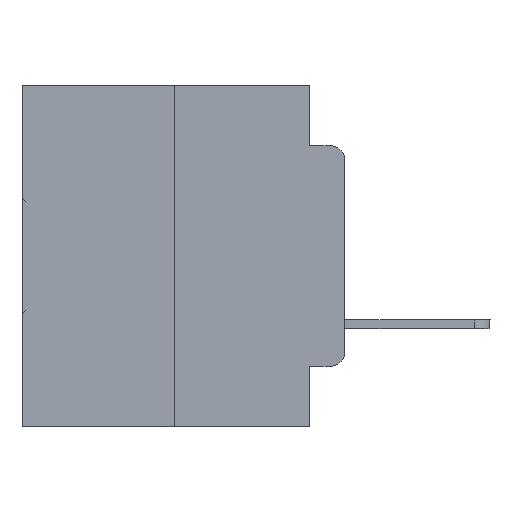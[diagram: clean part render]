
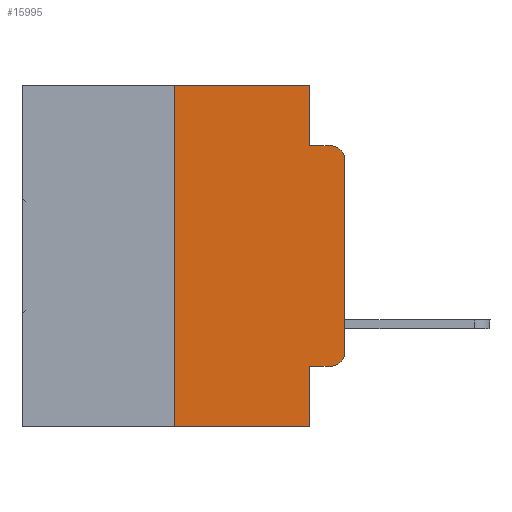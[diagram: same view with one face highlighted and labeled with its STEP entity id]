
A CAD part, left-side view. The second image highlights one B-rep face of the part: STEP entity #15995.
In plain terms, the highlighted planar face has unit normal (-1, 0, 0).
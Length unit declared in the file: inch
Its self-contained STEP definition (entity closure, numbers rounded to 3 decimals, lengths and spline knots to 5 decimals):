
#151 = EDGE_CURVE ( 'NONE', #18913, #3277, #22853, .T. ) ;
#485 = CARTESIAN_POINT ( 'NONE',  ( 0., 0.02, -0.1085 ) ) ;
#531 = DIRECTION ( 'NONE',  ( 0., 0., -1. ) ) ;
#694 = DIRECTION ( 'NONE',  ( 0., -1., 0. ) ) ;
#839 = ORIENTED_EDGE ( 'NONE', *, *, #6926, .T. ) ;
#1453 = VECTOR ( 'NONE', #26281, 39.37008 ) ;
#1865 = CARTESIAN_POINT ( 'NONE',  ( 0., 0.02, -0.4115 ) ) ;
#2208 = EDGE_CURVE ( 'NONE', #5181, #16025, #26674, .T. ) ;
#2262 = ORIENTED_EDGE ( 'NONE', *, *, #24847, .F. ) ;
#2539 = CARTESIAN_POINT ( 'NONE',  ( 0., 0., 0. ) ) ;
#2877 = CARTESIAN_POINT ( 'NONE',  ( 0., 0.051, 0. ) ) ;
#3104 = VECTOR ( 'NONE', #10263, 39.37008 ) ;
#3221 = CARTESIAN_POINT ( 'NONE',  ( 0., 0.051, -0.5 ) ) ;
#3277 = VERTEX_POINT ( 'NONE', #12671 ) ;
#3304 = EDGE_LOOP ( 'NONE', ( #839, #4529, #16218, #16338, #26461, #2262, #9797, #25565, #8790, #8831 ) ) ;
#4053 = DIRECTION ( 'NONE',  ( -1., 0., 0. ) ) ;
#4065 = CARTESIAN_POINT ( 'NONE',  ( 0., 0.473, 0. ) ) ;
#4168 = CARTESIAN_POINT ( 'NONE',  ( 0., 0.051, -0.4115 ) ) ;
#4529 = ORIENTED_EDGE ( 'NONE', *, *, #151, .T. ) ;
#4546 = CARTESIAN_POINT ( 'NONE',  ( 0., 0.051, -0.0885 ) ) ;
#4862 = DIRECTION ( 'NONE',  ( 0., -1., 0. ) ) ;
#5181 = VERTEX_POINT ( 'NONE', #1865 ) ;
#5467 = LINE ( 'NONE', #4065, #29469 ) ;
#5590 = EDGE_CURVE ( 'NONE', #7084, #14032, #5651, .T. ) ;
#5651 = LINE ( 'NONE', #7811, #3104 ) ;
#5659 = VECTOR ( 'NONE', #16042, 39.37008 ) ;
#5676 = EDGE_CURVE ( 'NONE', #7084, #5181, #10358, .T. ) ;
#5987 = AXIS2_PLACEMENT_3D ( 'NONE', #8516, #17588, #10851 ) ;
#6540 = LINE ( 'NONE', #21376, #1453 ) ;
#6577 = DIRECTION ( 'NONE',  ( 0., 0., -1. ) ) ;
#6871 = CARTESIAN_POINT ( 'NONE',  ( 0., 0.25, 0. ) ) ;
#6926 = EDGE_CURVE ( 'NONE', #16025, #18913, #13899, .T. ) ;
#7084 = VERTEX_POINT ( 'NONE', #4168 ) ;
#7231 = VERTEX_POINT ( 'NONE', #25536 ) ;
#7811 = CARTESIAN_POINT ( 'NONE',  ( 0., 0.051, 0. ) ) ;
#8190 = AXIS2_PLACEMENT_3D ( 'NONE', #485, #16370, #11765 ) ;
#8222 = CARTESIAN_POINT ( 'NONE',  ( 0., 0., -0.1085 ) ) ;
#8444 = VERTEX_POINT ( 'NONE', #20246 ) ;
#8516 = CARTESIAN_POINT ( 'NONE',  ( 0., 0.473, 0. ) ) ;
#8624 = PLANE ( 'NONE',  #5987 ) ;
#8790 = ORIENTED_EDGE ( 'NONE', *, *, #5676, .T. ) ;
#8831 = ORIENTED_EDGE ( 'NONE', *, *, #2208, .T. ) ;
#9227 = VECTOR ( 'NONE', #25688, 39.37008 ) ;
#9797 = ORIENTED_EDGE ( 'NONE', *, *, #23227, .T. ) ;
#10024 = VECTOR ( 'NONE', #14019, 39.37008 ) ;
#10105 = EDGE_CURVE ( 'NONE', #16679, #3277, #20958, .T. ) ;
#10263 = DIRECTION ( 'NONE',  ( 0., 0., -1. ) ) ;
#10303 = LINE ( 'NONE', #2877, #13561 ) ;
#10358 = LINE ( 'NONE', #19731, #14692 ) ;
#10365 = AXIS2_PLACEMENT_3D ( 'NONE', #17669, #4053, #6577 ) ;
#10851 = DIRECTION ( 'NONE',  ( 0., 0., -1. ) ) ;
#11765 = DIRECTION ( 'NONE',  ( 0., 0., -1. ) ) ;
#12671 = CARTESIAN_POINT ( 'NONE',  ( 0., 0.02, -0.0885 ) ) ;
#13561 = VECTOR ( 'NONE', #531, 39.37008 ) ;
#13899 = LINE ( 'NONE', #2539, #9227 ) ;
#14019 = DIRECTION ( 'NONE',  ( 0., 0., 1. ) ) ;
#14032 = VERTEX_POINT ( 'NONE', #3221 ) ;
#14692 = VECTOR ( 'NONE', #694, 39.37008 ) ;
#15504 = VERTEX_POINT ( 'NONE', #22029 ) ;
#15995 = ADVANCED_FACE ( 'NONE', ( #24930 ), #8624, .F. ) ;
#16025 = VERTEX_POINT ( 'NONE', #20431 ) ;
#16042 = DIRECTION ( 'NONE',  ( 0., -1., 0. ) ) ;
#16218 = ORIENTED_EDGE ( 'NONE', *, *, #10105, .F. ) ;
#16338 = ORIENTED_EDGE ( 'NONE', *, *, #26500, .F. ) ;
#16370 = DIRECTION ( 'NONE',  ( -1., 0., 0. ) ) ;
#16679 = VERTEX_POINT ( 'NONE', #19389 ) ;
#17588 = DIRECTION ( 'NONE',  ( 1., 0., 0. ) ) ;
#17669 = CARTESIAN_POINT ( 'NONE',  ( 0., 0.02, -0.3915 ) ) ;
#18913 = VERTEX_POINT ( 'NONE', #8222 ) ;
#19389 = CARTESIAN_POINT ( 'NONE',  ( 0., 0.051, -0.0885 ) ) ;
#19637 = EDGE_CURVE ( 'NONE', #7231, #15504, #5467, .T. ) ;
#19731 = CARTESIAN_POINT ( 'NONE',  ( 0., 0.051, -0.4115 ) ) ;
#20246 = CARTESIAN_POINT ( 'NONE',  ( 0., 0.25, -0.5 ) ) ;
#20431 = CARTESIAN_POINT ( 'NONE',  ( 0., 0., -0.3915 ) ) ;
#20958 = LINE ( 'NONE', #4546, #5659 ) ;
#21376 = CARTESIAN_POINT ( 'NONE',  ( 0., 0.473, -0.5 ) ) ;
#22029 = CARTESIAN_POINT ( 'NONE',  ( 0., 0.051, 0. ) ) ;
#22853 = CIRCLE ( 'NONE', #8190, 0.02 ) ;
#23227 = EDGE_CURVE ( 'NONE', #8444, #14032, #6540, .T. ) ;
#24847 = EDGE_CURVE ( 'NONE', #8444, #7231, #27874, .T. ) ;
#24930 = FACE_OUTER_BOUND ( 'NONE', #3304, .T. ) ;
#25536 = CARTESIAN_POINT ( 'NONE',  ( 0., 0.25, 0. ) ) ;
#25565 = ORIENTED_EDGE ( 'NONE', *, *, #5590, .F. ) ;
#25688 = DIRECTION ( 'NONE',  ( 0., 0., 1. ) ) ;
#26281 = DIRECTION ( 'NONE',  ( 0., -1., 0. ) ) ;
#26461 = ORIENTED_EDGE ( 'NONE', *, *, #19637, .F. ) ;
#26500 = EDGE_CURVE ( 'NONE', #15504, #16679, #10303, .T. ) ;
#26674 = CIRCLE ( 'NONE', #10365, 0.02 ) ;
#27874 = LINE ( 'NONE', #6871, #10024 ) ;
#29469 = VECTOR ( 'NONE', #4862, 39.37008 ) ;
